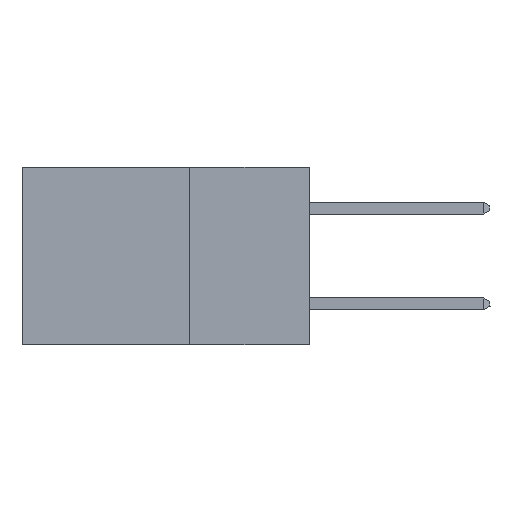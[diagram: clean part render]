
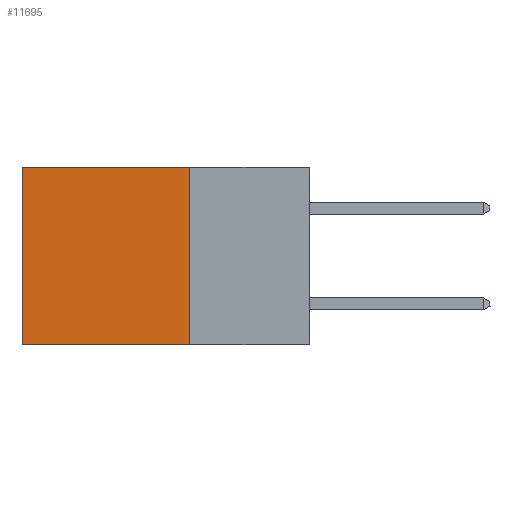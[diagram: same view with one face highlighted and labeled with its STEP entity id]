
A CAD part, left-side view. The second image highlights one B-rep face of the part: STEP entity #11695.
In plain terms, the highlighted planar face has unit normal (-1, 0, 0).
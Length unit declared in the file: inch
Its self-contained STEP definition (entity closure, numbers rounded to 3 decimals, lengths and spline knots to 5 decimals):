
#384 = ORIENTED_EDGE ( 'NONE', *, *, #10368, .F. ) ;
#1085 = DIRECTION ( 'NONE',  ( 0., 1., 0. ) ) ;
#2219 = CARTESIAN_POINT ( 'NONE',  ( 0.2875, 0.6, 0. ) ) ;
#3060 = DIRECTION ( 'NONE',  ( 0., 1., 0. ) ) ;
#3169 = VECTOR ( 'NONE', #1085, 39.37008 ) ;
#5880 = VECTOR ( 'NONE', #24838, 39.37008 ) ;
#6537 = DIRECTION ( 'NONE',  ( 0., 0., -1. ) ) ;
#7221 = VERTEX_POINT ( 'NONE', #15276 ) ;
#8636 = VECTOR ( 'NONE', #3060, 39.37008 ) ;
#8971 = EDGE_CURVE ( 'NONE', #9137, #7221, #24578, .T. ) ;
#9137 = VERTEX_POINT ( 'NONE', #25999 ) ;
#9967 = CARTESIAN_POINT ( 'NONE',  ( 0.2875, 0.25, 0. ) ) ;
#10368 = EDGE_CURVE ( 'NONE', #19691, #17332, #11562, .T. ) ;
#11088 = EDGE_CURVE ( 'NONE', #19691, #9137, #18145, .T. ) ;
#11562 = LINE ( 'NONE', #9967, #5880 ) ;
#11695 = ADVANCED_FACE ( 'NONE', ( #26157 ), #20576, .F. ) ;
#11889 = CARTESIAN_POINT ( 'NONE',  ( 0.2875, 0.25, 0. ) ) ;
#13963 = LINE ( 'NONE', #17868, #8636 ) ;
#14005 = DIRECTION ( 'NONE',  ( 1., 0., 0. ) ) ;
#15276 = CARTESIAN_POINT ( 'NONE',  ( 0.2875, 0.6, -0.37 ) ) ;
#16208 = ORIENTED_EDGE ( 'NONE', *, *, #8971, .T. ) ;
#17332 = VERTEX_POINT ( 'NONE', #26315 ) ;
#17868 = CARTESIAN_POINT ( 'NONE',  ( 0.2875, 0.25, -0.37 ) ) ;
#18145 = LINE ( 'NONE', #11889, #3169 ) ;
#18990 = AXIS2_PLACEMENT_3D ( 'NONE', #26780, #14005, #22706 ) ;
#19691 = VERTEX_POINT ( 'NONE', #23065 ) ;
#20576 = PLANE ( 'NONE',  #18990 ) ;
#22528 = EDGE_LOOP ( 'NONE', ( #16208, #22830, #384, #25779 ) ) ;
#22706 = DIRECTION ( 'NONE',  ( 0., 0., -1. ) ) ;
#22830 = ORIENTED_EDGE ( 'NONE', *, *, #23403, .F. ) ;
#23065 = CARTESIAN_POINT ( 'NONE',  ( 0.2875, 0.25, 0. ) ) ;
#23229 = VECTOR ( 'NONE', #6537, 39.37008 ) ;
#23403 = EDGE_CURVE ( 'NONE', #17332, #7221, #13963, .T. ) ;
#24578 = LINE ( 'NONE', #2219, #23229 ) ;
#24838 = DIRECTION ( 'NONE',  ( 0., 0., -1. ) ) ;
#25779 = ORIENTED_EDGE ( 'NONE', *, *, #11088, .T. ) ;
#25999 = CARTESIAN_POINT ( 'NONE',  ( 0.2875, 0.6, 0. ) ) ;
#26157 = FACE_OUTER_BOUND ( 'NONE', #22528, .T. ) ;
#26315 = CARTESIAN_POINT ( 'NONE',  ( 0.2875, 0.25, -0.37 ) ) ;
#26780 = CARTESIAN_POINT ( 'NONE',  ( 0.2875, 0.25, 0. ) ) ;
